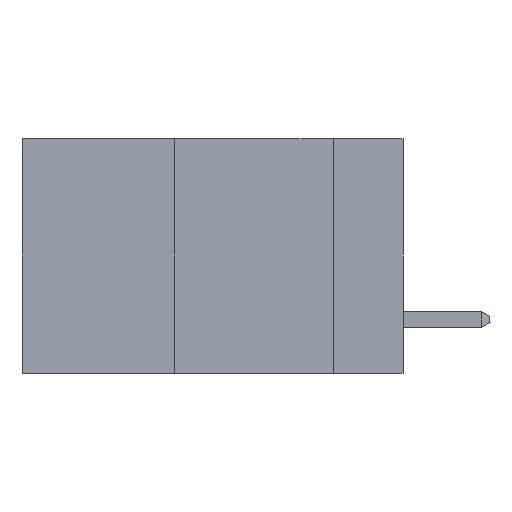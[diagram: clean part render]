
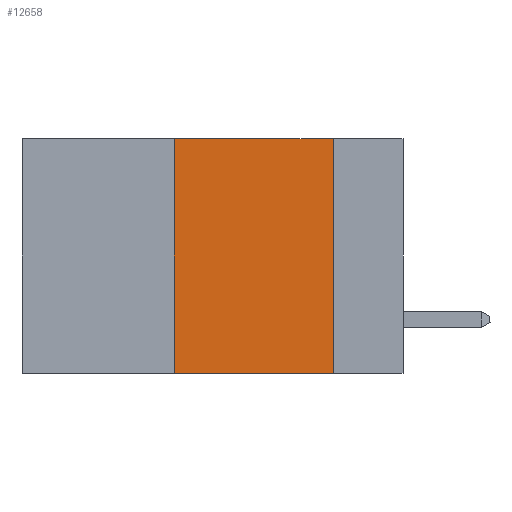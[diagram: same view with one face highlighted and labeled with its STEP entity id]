
A CAD part, left-side view. The second image highlights one B-rep face of the part: STEP entity #12658.
In plain terms, the highlighted planar face has unit normal (-1, 0, 0).
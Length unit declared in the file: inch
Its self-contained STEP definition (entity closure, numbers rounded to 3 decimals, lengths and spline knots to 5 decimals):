
#47 = CARTESIAN_POINT ( 'NONE',  ( 0., 0.6, -0.37 ) ) ;
#466 = LINE ( 'NONE', #11816, #3831 ) ;
#1179 = CARTESIAN_POINT ( 'NONE',  ( 0., 0.36, -0.37 ) ) ;
#1715 = DIRECTION ( 'NONE',  ( 0., -1., 0. ) ) ;
#1734 = VERTEX_POINT ( 'NONE', #7133 ) ;
#2424 = EDGE_CURVE ( 'NONE', #7959, #6615, #13768, .T. ) ;
#2512 = EDGE_LOOP ( 'NONE', ( #11008, #7773, #9615, #8826 ) ) ;
#2629 = CARTESIAN_POINT ( 'NONE',  ( 0., 0.36, 0. ) ) ;
#3109 = VECTOR ( 'NONE', #14140, 39.37008 ) ;
#3248 = EDGE_CURVE ( 'NONE', #6625, #1734, #14902, .T. ) ;
#3368 = VECTOR ( 'NONE', #1715, 39.37008 ) ;
#3831 = VECTOR ( 'NONE', #5559, 39.37008 ) ;
#4712 = PLANE ( 'NONE',  #9248 ) ;
#5306 = EDGE_CURVE ( 'NONE', #6615, #6625, #466, .T. ) ;
#5559 = DIRECTION ( 'NONE',  ( 0., -1., 0. ) ) ;
#6001 = CARTESIAN_POINT ( 'NONE',  ( 0., 0.6, 0. ) ) ;
#6615 = VERTEX_POINT ( 'NONE', #2629 ) ;
#6625 = VERTEX_POINT ( 'NONE', #13910 ) ;
#7133 = CARTESIAN_POINT ( 'NONE',  ( 0., 0.11, -0.37 ) ) ;
#7313 = DIRECTION ( 'NONE',  ( 1., 0., 0. ) ) ;
#7773 = ORIENTED_EDGE ( 'NONE', *, *, #5306, .F. ) ;
#7959 = VERTEX_POINT ( 'NONE', #1179 ) ;
#8826 = ORIENTED_EDGE ( 'NONE', *, *, #14262, .T. ) ;
#8946 = CARTESIAN_POINT ( 'NONE',  ( 0., 0.36, 0. ) ) ;
#9130 = CARTESIAN_POINT ( 'NONE',  ( 0., 0.11, 0. ) ) ;
#9159 = DIRECTION ( 'NONE',  ( 0., 0., -1. ) ) ;
#9248 = AXIS2_PLACEMENT_3D ( 'NONE', #6001, #7313, #11047 ) ;
#9318 = FACE_OUTER_BOUND ( 'NONE', #2512, .T. ) ;
#9615 = ORIENTED_EDGE ( 'NONE', *, *, #2424, .F. ) ;
#11008 = ORIENTED_EDGE ( 'NONE', *, *, #3248, .F. ) ;
#11047 = DIRECTION ( 'NONE',  ( 0., 0., -1. ) ) ;
#11156 = VECTOR ( 'NONE', #9159, 39.37008 ) ;
#11816 = CARTESIAN_POINT ( 'NONE',  ( 0., 0.6, 0. ) ) ;
#12658 = ADVANCED_FACE ( 'NONE', ( #9318 ), #4712, .F. ) ;
#13768 = LINE ( 'NONE', #8946, #3109 ) ;
#13910 = CARTESIAN_POINT ( 'NONE',  ( 0., 0.11, 0. ) ) ;
#14140 = DIRECTION ( 'NONE',  ( 0., 0., 1. ) ) ;
#14262 = EDGE_CURVE ( 'NONE', #7959, #1734, #16170, .T. ) ;
#14902 = LINE ( 'NONE', #9130, #11156 ) ;
#16170 = LINE ( 'NONE', #47, #3368 ) ;
